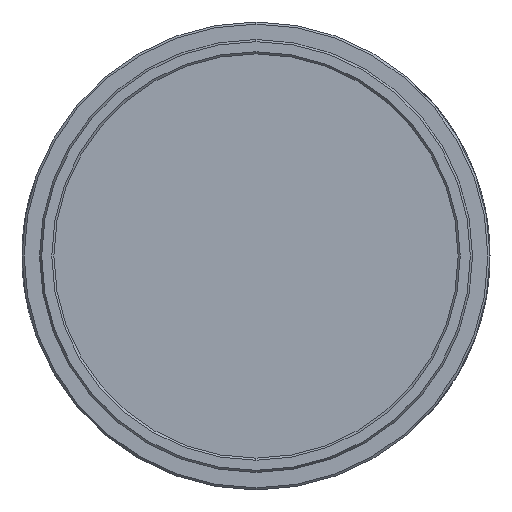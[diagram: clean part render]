
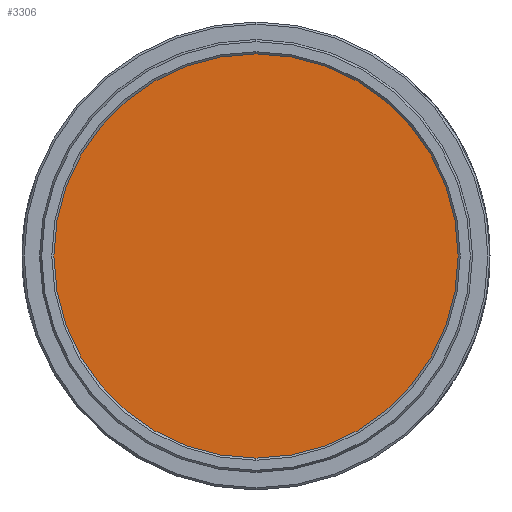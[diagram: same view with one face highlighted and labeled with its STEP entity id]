
A CAD part, left-side view. The second image highlights one B-rep face of the part: STEP entity #3306.
In plain terms, the highlighted planar face has unit normal (-1, 0, 0).
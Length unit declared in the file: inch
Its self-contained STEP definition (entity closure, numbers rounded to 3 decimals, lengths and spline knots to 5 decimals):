
#1587 = ORIENTED_EDGE ( 'NONE', *, *, #4766, .F. ) ;
#1931 = DIRECTION ( 'NONE',  ( 0., 0., -1. ) ) ;
#3306 = ADVANCED_FACE ( 'NONE', ( #7396 ), #7978, .F. ) ;
#3860 = DIRECTION ( 'NONE',  ( 1., 0., 0. ) ) ;
#4654 = CARTESIAN_POINT ( 'NONE',  ( -0.3, 0., 1. ) ) ;
#4766 = EDGE_CURVE ( 'NONE', #14672, #10624, #12537, .T. ) ;
#5100 = EDGE_CURVE ( 'NONE', #10624, #14672, #14244, .T. ) ;
#5881 = ORIENTED_EDGE ( 'NONE', *, *, #5100, .F. ) ;
#6430 = CARTESIAN_POINT ( 'NONE',  ( -0.3, 0., 0. ) ) ;
#6746 = CARTESIAN_POINT ( 'NONE',  ( -0.3, 0., 0. ) ) ;
#7396 = FACE_OUTER_BOUND ( 'NONE', #12836, .T. ) ;
#7659 = DIRECTION ( 'NONE',  ( 0., 0., -1. ) ) ;
#7978 = PLANE ( 'NONE',  #12323 ) ;
#9210 = DIRECTION ( 'NONE',  ( 1., 0., 0. ) ) ;
#9274 = AXIS2_PLACEMENT_3D ( 'NONE', #6430, #14911, #7659 ) ;
#10606 = CARTESIAN_POINT ( 'NONE',  ( -0.3, 0., -1. ) ) ;
#10624 = VERTEX_POINT ( 'NONE', #4654 ) ;
#11132 = CARTESIAN_POINT ( 'NONE',  ( -0.3, 0., 0. ) ) ;
#12323 = AXIS2_PLACEMENT_3D ( 'NONE', #6746, #9210, #1931 ) ;
#12358 = DIRECTION ( 'NONE',  ( 0., 0., -1. ) ) ;
#12537 = CIRCLE ( 'NONE', #9274, 1. ) ;
#12836 = EDGE_LOOP ( 'NONE', ( #1587, #5881 ) ) ;
#14130 = AXIS2_PLACEMENT_3D ( 'NONE', #11132, #3860, #12358 ) ;
#14244 = CIRCLE ( 'NONE', #14130, 1. ) ;
#14672 = VERTEX_POINT ( 'NONE', #10606 ) ;
#14911 = DIRECTION ( 'NONE',  ( 1., 0., 0. ) ) ;
